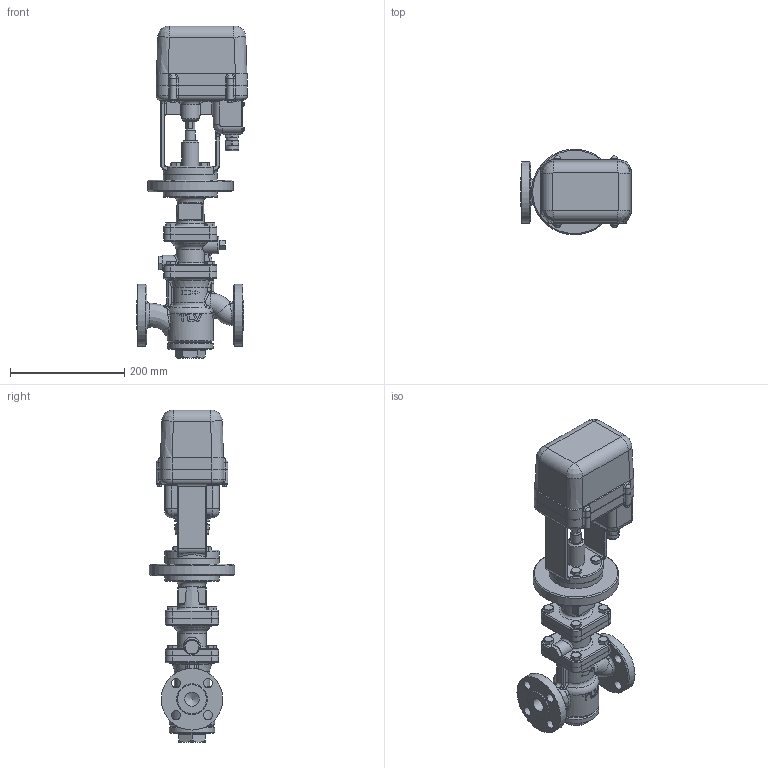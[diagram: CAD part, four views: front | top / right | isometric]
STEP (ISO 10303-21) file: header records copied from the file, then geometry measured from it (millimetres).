
FILE_DESCRIPTION(/* description */ (''),/* implementation_level */ '2;1');
FILE_NAME(/* name */ 'ccr16-025-a0150-00.stp',/* time_stamp */ '2018-01-12T09:16:48+09:00',/* author */ ('nakaot'),/* organization */ (''),/* preprocessor_version */ 'ST-DEVELOPER v15.6',/* originating_system */ 'Autodesk Inventor 2015',/* authorisation */ '');
FILE_SCHEMA (('CONFIG_CONTROL_DESIGN'));
Products named in the file (1): ccr16-025-a0150-00
Bounding box: 194 x 150 x 582 mm (x, y, z)
Volume: 4794274.6 mm3; surface area: 463914 mm2
Topology: 1 solids, 3 shells, 1259 faces, 3003 edges, 1815 vertices
Faces by surface type: plane 493, cylinder 328, bspline 179, cone 149, torus 88, sphere 22
Full cylindrical faces by diameter (mm): 2.459 x4, 4 x4, 4.6 x4, 5.3 x4, 6 x8, 7 x4, 10 x24, 12 x16, 16 x8, 18 x1, 18.631 x2, 20 x2, 23 x1, 24 x2, 25 x2, 27 x1, 30 x2, 32 x1, 50 x2, 60 x2, 70 x1, 80 x2, 95 x3, 108 x2, 150 x1
Entity records: 49111 total; most frequent: CARTESIAN_POINT 22321, ORIENTED_EDGE 5596, DIRECTION 5269, EDGE_CURVE 2798, AXIS2_PLACEMENT_3D 2097, VERTEX_POINT 1773, EDGE_LOOP 1547, FACE_OUTER_BOUND 1259
